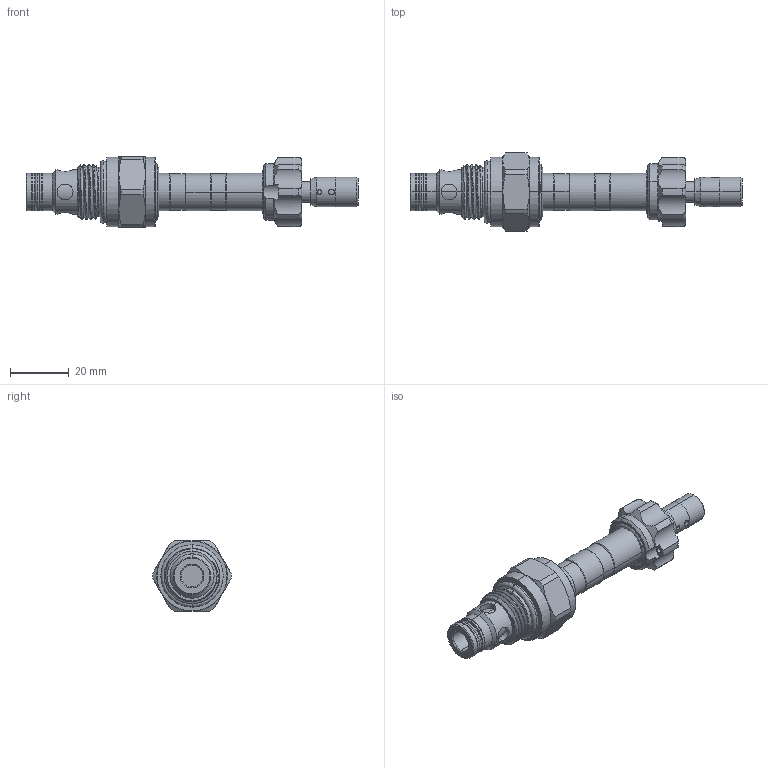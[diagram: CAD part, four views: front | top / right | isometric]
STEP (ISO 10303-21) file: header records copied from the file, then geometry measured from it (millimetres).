
FILE_DESCRIPTION (( 'STEP AP203' ), '1' );
FILE_NAME ('EP08W2A04T05.STEP', '2016-08-12T05:52:11', ( '' ), ( '' ), 'SwSTEP 2.0', 'SolidWorks 2012', '' );
FILE_SCHEMA (( 'CONFIG_CONTROL_DESIGN' ));
Length unit declared in the file: millimetre
Products named in the file (1): EP08W2A04T05
Bounding box: 112.95 x 26.69 x 24 mm (x, y, z)
Volume: 22704 mm3; surface area: 9686.6 mm2
Topology: 5 solids, 5 shells, 276 faces, 646 edges, 402 vertices
Faces by surface type: cylinder 135, plane 56, cone 54, torus 26, bspline 5
Entity records: 17174 total; most frequent: CARTESIAN_POINT 10873, DIRECTION 1331, ORIENTED_EDGE 1292, EDGE_CURVE 646, AXIS2_PLACEMENT_3D 562, VERTEX_POINT 402, EDGE_LOOP 308, CIRCLE 290
